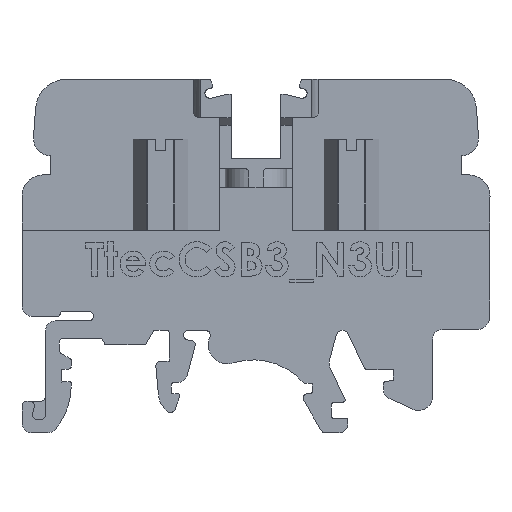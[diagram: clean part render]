
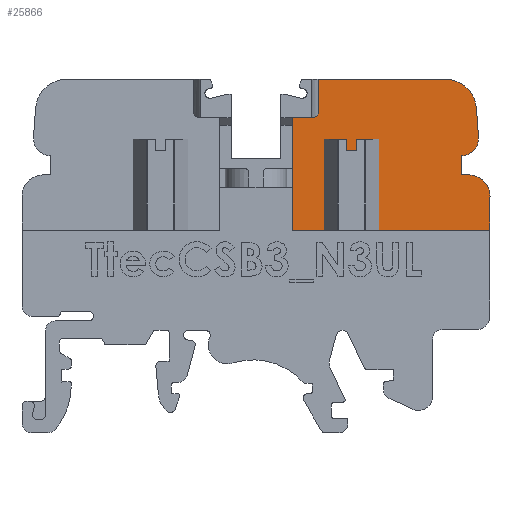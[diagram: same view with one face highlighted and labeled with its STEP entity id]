
A CAD part, front view. The second image highlights one B-rep face of the part: STEP entity #25866.
In plain terms, the highlighted planar face has unit normal (0, -1, 0).
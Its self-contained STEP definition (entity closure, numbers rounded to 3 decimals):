
#44 = VERTEX_POINT ( 'NONE', #26221 ) ;
#101 = CARTESIAN_POINT ( 'NONE',  ( 8.946, 8., 24.326 ) ) ;
#277 = LINE ( 'NONE', #28463, #33468 ) ;
#390 = DIRECTION ( 'NONE',  ( 0., 0., 1. ) ) ;
#715 = CARTESIAN_POINT ( 'NONE',  ( -8.35, 8., 26.4 ) ) ;
#868 = EDGE_CURVE ( 'NONE', #18643, #37383, #1137, .T. ) ;
#1101 = DIRECTION ( 'NONE',  ( 0., 1., 0. ) ) ;
#1137 = CIRCLE ( 'NONE', #36523, 1.8 ) ;
#1933 = LINE ( 'NONE', #14716, #15351 ) ;
#2262 = DIRECTION ( 'NONE',  ( 0., 0., 1. ) ) ;
#2381 = CARTESIAN_POINT ( 'NONE',  ( 10.15, 8., 18.15 ) ) ;
#2524 = CARTESIAN_POINT ( 'NONE',  ( -10.55, 8., 26.4 ) ) ;
#2839 = DIRECTION ( 'NONE',  ( 0., -1., 0. ) ) ;
#4387 = VERTEX_POINT ( 'NONE', #21680 ) ;
#4673 = EDGE_CURVE ( 'NONE', #28035, #19944, #277, .T. ) ;
#5045 = DIRECTION ( 'NONE',  ( 1., 0., 0. ) ) ;
#5261 = LINE ( 'NONE', #27574, #18730 ) ;
#6392 = CARTESIAN_POINT ( 'NONE',  ( 8.732, 8., 27.377 ) ) ;
#6669 = DIRECTION ( 'NONE',  ( -1., 0., 0. ) ) ;
#6881 = ORIENTED_EDGE ( 'NONE', *, *, #7331, .T. ) ;
#7331 = EDGE_CURVE ( 'NONE', #15681, #14321, #10524, .T. ) ;
#7707 = DIRECTION ( 'NONE',  ( 0., 0., 1. ) ) ;
#8138 = LINE ( 'NONE', #17745, #39812 ) ;
#8761 = DIRECTION ( 'NONE',  ( -1., 0., 0. ) ) ;
#9240 = ORIENTED_EDGE ( 'NONE', *, *, #31889, .T. ) ;
#9317 = EDGE_CURVE ( 'NONE', #40109, #32558, #32196, .T. ) ;
#9423 = ORIENTED_EDGE ( 'NONE', *, *, #16948, .F. ) ;
#10279 = EDGE_CURVE ( 'NONE', #37383, #15681, #12657, .T. ) ;
#10524 = CIRCLE ( 'NONE', #32512, 3.25 ) ;
#10541 = EDGE_CURVE ( 'NONE', #19944, #14321, #1933, .T. ) ;
#11036 = ORIENTED_EDGE ( 'NONE', *, *, #11972, .T. ) ;
#11317 = EDGE_CURVE ( 'NONE', #4387, #15868, #33654, .T. ) ;
#11908 = CARTESIAN_POINT ( 'NONE',  ( 0.65, 8., 14.6 ) ) ;
#11972 = EDGE_CURVE ( 'NONE', #32558, #27270, #5261, .T. ) ;
#12340 = DIRECTION ( 'NONE',  ( 0., -1., 0. ) ) ;
#12641 = CIRCLE ( 'NONE', #33983, 0.5 ) ;
#12657 = LINE ( 'NONE', #18880, #30689 ) ;
#13357 = LINE ( 'NONE', #28574, #22191 ) ;
#13395 = DIRECTION ( 'NONE',  ( 0., -1., 0. ) ) ;
#14321 = VERTEX_POINT ( 'NONE', #39906 ) ;
#14716 = CARTESIAN_POINT ( 'NONE',  ( -2.187, 8., 30.4 ) ) ;
#15111 = AXIS2_PLACEMENT_3D ( 'NONE', #38915, #1101, #33277 ) ;
#15351 = VECTOR ( 'NONE', #27393, 1000. ) ;
#15681 = VERTEX_POINT ( 'NONE', #6392 ) ;
#15868 = VERTEX_POINT ( 'NONE', #715 ) ;
#16875 = EDGE_CURVE ( 'NONE', #40109, #44, #28154, .T. ) ;
#16948 = EDGE_CURVE ( 'NONE', #24356, #4387, #13357, .T. ) ;
#17745 = CARTESIAN_POINT ( 'NONE',  ( 7.15, 8., 24.15 ) ) ;
#18643 = VERTEX_POINT ( 'NONE', #27697 ) ;
#18730 = VECTOR ( 'NONE', #40139, 1000. ) ;
#18880 = CARTESIAN_POINT ( 'NONE',  ( 8.747, 8., 27.17 ) ) ;
#18978 = CARTESIAN_POINT ( 'NONE',  ( -8.35, 8., 26.9 ) ) ;
#19921 = ORIENTED_EDGE ( 'NONE', *, *, #36701, .F. ) ;
#19944 = VERTEX_POINT ( 'NONE', #37632 ) ;
#20232 = CARTESIAN_POINT ( 'NONE',  ( 7.15, 8., 24.2 ) ) ;
#21001 = CARTESIAN_POINT ( 'NONE',  ( 7.15, 8., 20.4 ) ) ;
#21570 = CARTESIAN_POINT ( 'NONE',  ( 5.49, 8., 27.15 ) ) ;
#21680 = CARTESIAN_POINT ( 'NONE',  ( -10.55, 8., 26.4 ) ) ;
#22091 = DIRECTION ( 'NONE',  ( 0., 0., -1. ) ) ;
#22191 = VECTOR ( 'NONE', #390, 1000. ) ;
#22559 = EDGE_LOOP ( 'NONE', ( #24695, #11036, #9240, #29033, #30996, #6881, #28163, #24762, #19921, #28530, #9423, #28596, #38869 ) ) ;
#23791 = VECTOR ( 'NONE', #5045, 1000. ) ;
#24253 = DIRECTION ( 'NONE',  ( 0., -1., 0. ) ) ;
#24356 = VERTEX_POINT ( 'NONE', #37565 ) ;
#24695 = ORIENTED_EDGE ( 'NONE', *, *, #9317, .T. ) ;
#24762 = ORIENTED_EDGE ( 'NONE', *, *, #4673, .F. ) ;
#24819 = AXIS2_PLACEMENT_3D ( 'NONE', #32082, #2839, #31260 ) ;
#25340 = DIRECTION ( 'NONE',  ( -0.07, 0., 0.998 ) ) ;
#25866 = ADVANCED_FACE ( 'NONE', ( #35974 ), #36407, .F. ) ;
#26221 = CARTESIAN_POINT ( 'NONE',  ( 10.15, 8., 14.6 ) ) ;
#27270 = VERTEX_POINT ( 'NONE', #21001 ) ;
#27393 = DIRECTION ( 'NONE',  ( 1., 0., 0. ) ) ;
#27574 = CARTESIAN_POINT ( 'NONE',  ( -34.436, 8., 20.4 ) ) ;
#27697 = CARTESIAN_POINT ( 'NONE',  ( 7.15, 8., 22.4 ) ) ;
#28035 = VERTEX_POINT ( 'NONE', #37559 ) ;
#28154 = LINE ( 'NONE', #40297, #32823 ) ;
#28163 = ORIENTED_EDGE ( 'NONE', *, *, #10541, .F. ) ;
#28463 = CARTESIAN_POINT ( 'NONE',  ( -7.85, 8., 26.9 ) ) ;
#28530 = ORIENTED_EDGE ( 'NONE', *, *, #11317, .F. ) ;
#28574 = CARTESIAN_POINT ( 'NONE',  ( -10.55, 8., 14.8 ) ) ;
#28596 = ORIENTED_EDGE ( 'NONE', *, *, #31358, .F. ) ;
#29033 = ORIENTED_EDGE ( 'NONE', *, *, #868, .T. ) ;
#30689 = VECTOR ( 'NONE', #25340, 1000. ) ;
#30996 = ORIENTED_EDGE ( 'NONE', *, *, #10279, .T. ) ;
#31260 = DIRECTION ( 'NONE',  ( 0., 0., 1. ) ) ;
#31358 = EDGE_CURVE ( 'NONE', #44, #24356, #34238, .T. ) ;
#31889 = EDGE_CURVE ( 'NONE', #27270, #18643, #8138, .T. ) ;
#32082 = CARTESIAN_POINT ( 'NONE',  ( 7.9, 8., 18.15 ) ) ;
#32196 = CIRCLE ( 'NONE', #24819, 2.25 ) ;
#32512 = AXIS2_PLACEMENT_3D ( 'NONE', #21570, #24253, #34120 ) ;
#32558 = VERTEX_POINT ( 'NONE', #40607 ) ;
#32823 = VECTOR ( 'NONE', #22091, 1000. ) ;
#33277 = DIRECTION ( 'NONE',  ( 1., 0., 0. ) ) ;
#33468 = VECTOR ( 'NONE', #38689, 1000. ) ;
#33654 = LINE ( 'NONE', #2524, #23791 ) ;
#33983 = AXIS2_PLACEMENT_3D ( 'NONE', #18978, #12340, #6669 ) ;
#34120 = DIRECTION ( 'NONE',  ( 0., 0., 1. ) ) ;
#34238 = LINE ( 'NONE', #11908, #37732 ) ;
#35974 = FACE_OUTER_BOUND ( 'NONE', #22559, .T. ) ;
#36407 = PLANE ( 'NONE',  #15111 ) ;
#36523 = AXIS2_PLACEMENT_3D ( 'NONE', #20232, #13395, #7707 ) ;
#36701 = EDGE_CURVE ( 'NONE', #15868, #28035, #12641, .T. ) ;
#37383 = VERTEX_POINT ( 'NONE', #101 ) ;
#37559 = CARTESIAN_POINT ( 'NONE',  ( -7.85, 8., 26.9 ) ) ;
#37565 = CARTESIAN_POINT ( 'NONE',  ( -10.55, 8., 14.6 ) ) ;
#37632 = CARTESIAN_POINT ( 'NONE',  ( -7.85, 8., 30.4 ) ) ;
#37732 = VECTOR ( 'NONE', #8761, 1000. ) ;
#38689 = DIRECTION ( 'NONE',  ( 0., 0., 1. ) ) ;
#38869 = ORIENTED_EDGE ( 'NONE', *, *, #16875, .F. ) ;
#38915 = CARTESIAN_POINT ( 'NONE',  ( -34.436, 8., 24.15 ) ) ;
#39812 = VECTOR ( 'NONE', #2262, 1000. ) ;
#39906 = CARTESIAN_POINT ( 'NONE',  ( 5.49, 8., 30.4 ) ) ;
#40109 = VERTEX_POINT ( 'NONE', #2381 ) ;
#40139 = DIRECTION ( 'NONE',  ( -1., 0., 0. ) ) ;
#40297 = CARTESIAN_POINT ( 'NONE',  ( 10.15, 8., 19.2 ) ) ;
#40607 = CARTESIAN_POINT ( 'NONE',  ( 7.9, 8., 20.4 ) ) ;
